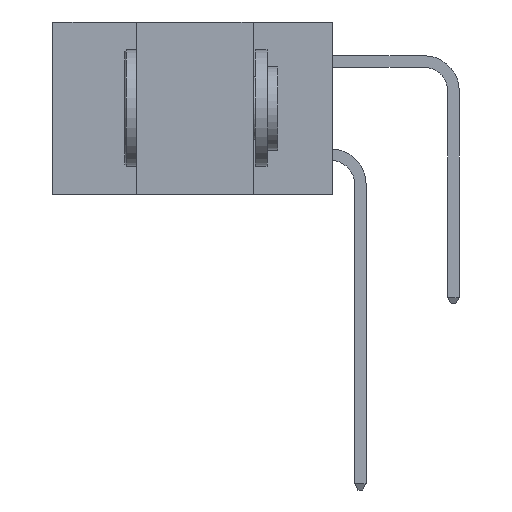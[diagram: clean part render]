
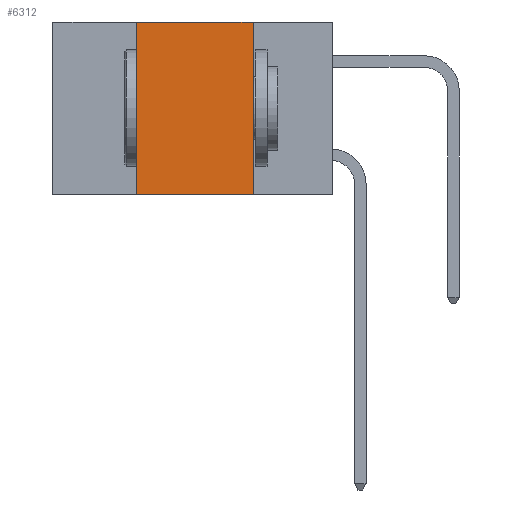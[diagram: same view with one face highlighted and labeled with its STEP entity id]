
A CAD part, left-side view. The second image highlights one B-rep face of the part: STEP entity #6312.
In plain terms, the highlighted planar face has unit normal (-1, 0, 0).
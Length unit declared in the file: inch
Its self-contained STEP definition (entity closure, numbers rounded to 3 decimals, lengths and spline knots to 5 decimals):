
#408 = CARTESIAN_POINT ( 'NONE',  ( 0., 0.6, -0.37 ) ) ;
#677 = FACE_OUTER_BOUND ( 'NONE', #2969, .T. ) ;
#822 = CARTESIAN_POINT ( 'NONE',  ( 0., 0.6, 0. ) ) ;
#923 = LINE ( 'NONE', #7806, #3718 ) ;
#1575 = CARTESIAN_POINT ( 'NONE',  ( 0., 0.42, 0. ) ) ;
#2095 = EDGE_CURVE ( 'NONE', #2111, #7470, #2436, .T. ) ;
#2111 = VERTEX_POINT ( 'NONE', #7252 ) ;
#2269 = VECTOR ( 'NONE', #4928, 39.37008 ) ;
#2436 = LINE ( 'NONE', #408, #6690 ) ;
#2718 = EDGE_CURVE ( 'NONE', #2111, #3319, #11290, .T. ) ;
#2742 = DIRECTION ( 'NONE',  ( 0., 0., -1. ) ) ;
#2969 = EDGE_LOOP ( 'NONE', ( #5385, #5422, #6057, #8740 ) ) ;
#3319 = VERTEX_POINT ( 'NONE', #1575 ) ;
#3334 = EDGE_CURVE ( 'NONE', #3319, #4933, #923, .T. ) ;
#3359 = CARTESIAN_POINT ( 'NONE',  ( 0., 0.42, -0.37 ) ) ;
#3718 = VECTOR ( 'NONE', #8836, 39.37008 ) ;
#3950 = EDGE_CURVE ( 'NONE', #4933, #7470, #6545, .T. ) ;
#4928 = DIRECTION ( 'NONE',  ( 0., 0., 1. ) ) ;
#4933 = VERTEX_POINT ( 'NONE', #10035 ) ;
#5063 = CARTESIAN_POINT ( 'NONE',  ( 0., 0.17, -0.37 ) ) ;
#5385 = ORIENTED_EDGE ( 'NONE', *, *, #3950, .F. ) ;
#5422 = ORIENTED_EDGE ( 'NONE', *, *, #3334, .F. ) ;
#6057 = ORIENTED_EDGE ( 'NONE', *, *, #2718, .F. ) ;
#6312 = ADVANCED_FACE ( 'NONE', ( #677 ), #7224, .F. ) ;
#6545 = LINE ( 'NONE', #5063, #10784 ) ;
#6690 = VECTOR ( 'NONE', #10589, 39.37008 ) ;
#6867 = DIRECTION ( 'NONE',  ( 0., 0., -1. ) ) ;
#6922 = CARTESIAN_POINT ( 'NONE',  ( 0., 0.17, -0.37 ) ) ;
#7224 = PLANE ( 'NONE',  #11068 ) ;
#7252 = CARTESIAN_POINT ( 'NONE',  ( 0., 0.42, -0.37 ) ) ;
#7470 = VERTEX_POINT ( 'NONE', #6922 ) ;
#7806 = CARTESIAN_POINT ( 'NONE',  ( 0., 0.6, 0. ) ) ;
#8061 = DIRECTION ( 'NONE',  ( 1., 0., 0. ) ) ;
#8740 = ORIENTED_EDGE ( 'NONE', *, *, #2095, .T. ) ;
#8836 = DIRECTION ( 'NONE',  ( 0., -1., 0. ) ) ;
#10035 = CARTESIAN_POINT ( 'NONE',  ( 0., 0.17, 0. ) ) ;
#10589 = DIRECTION ( 'NONE',  ( 0., -1., 0. ) ) ;
#10784 = VECTOR ( 'NONE', #6867, 39.37008 ) ;
#11068 = AXIS2_PLACEMENT_3D ( 'NONE', #822, #8061, #2742 ) ;
#11290 = LINE ( 'NONE', #3359, #2269 ) ;
